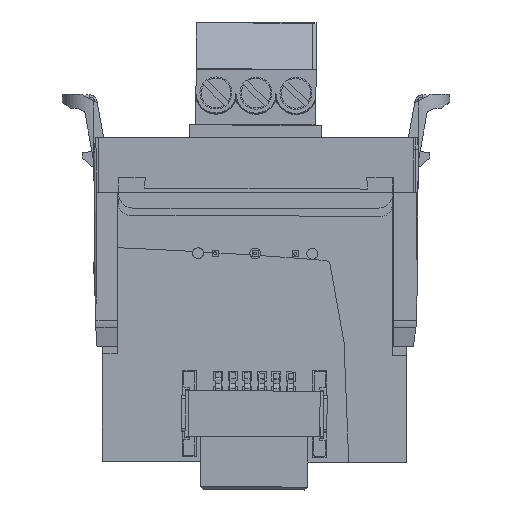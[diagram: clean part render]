
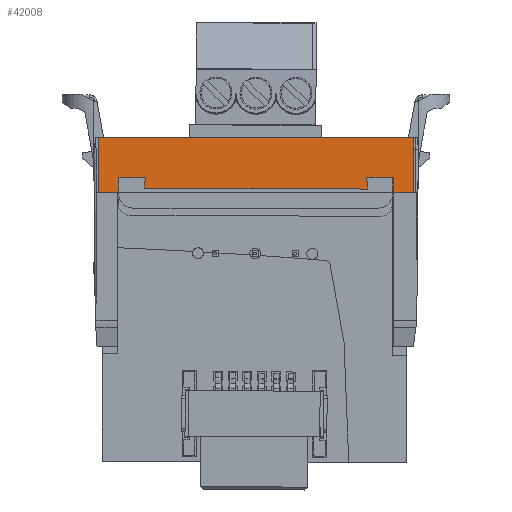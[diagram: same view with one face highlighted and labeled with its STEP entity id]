
A CAD part, left-side view. The second image highlights one B-rep face of the part: STEP entity #42008.
In plain terms, the highlighted planar face has unit normal (-1, 0, 0).
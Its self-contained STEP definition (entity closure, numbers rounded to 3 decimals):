
#2387 = VERTEX_POINT ( 'NONE', #89050 ) ;
#2610 = LINE ( 'NONE', #21725, #65302 ) ;
#3068 = CARTESIAN_POINT ( 'NONE',  ( 89.683, 33.386, 82.8 ) ) ;
#3074 = CARTESIAN_POINT ( 'NONE',  ( 89.683, -0.001, 82.8 ) ) ;
#3642 = VERTEX_POINT ( 'NONE', #30558 ) ;
#4400 = VECTOR ( 'NONE', #56015, 1000. ) ;
#6405 = LINE ( 'NONE', #73367, #49860 ) ;
#7535 = LINE ( 'NONE', #98983, #89292 ) ;
#7693 = LINE ( 'NONE', #35419, #89459 ) ;
#8659 = CARTESIAN_POINT ( 'NONE',  ( 89.683, -0.001, 78.015 ) ) ;
#8706 = EDGE_CURVE ( 'NONE', #79212, #49504, #7535, .T. ) ;
#8775 = ORIENTED_EDGE ( 'NONE', *, *, #78318, .F. ) ;
#9813 = CARTESIAN_POINT ( 'NONE',  ( 89.683, -0.001, 79.3 ) ) ;
#9967 = EDGE_CURVE ( 'NONE', #101000, #15150, #31817, .T. ) ;
#10122 = VECTOR ( 'NONE', #53502, 1000. ) ;
#11256 = DIRECTION ( 'NONE',  ( 0., 0., -1. ) ) ;
#13662 = CARTESIAN_POINT ( 'NONE',  ( 89.683, -0.001, 78.015 ) ) ;
#15150 = VERTEX_POINT ( 'NONE', #85358 ) ;
#15297 = EDGE_CURVE ( 'NONE', #75043, #103093, #2610, .T. ) ;
#18021 = DIRECTION ( 'NONE',  ( 0., 1., 0. ) ) ;
#19143 = PLANE ( 'NONE',  #27477 ) ;
#19635 = VECTOR ( 'NONE', #60091, 1000. ) ;
#21228 = VERTEX_POINT ( 'NONE', #97228 ) ;
#21725 = CARTESIAN_POINT ( 'NONE',  ( 89.683, 28.93, 84.823 ) ) ;
#24303 = DIRECTION ( 'NONE',  ( 0., -1., 0. ) ) ;
#27443 = LINE ( 'NONE', #88114, #68457 ) ;
#27447 = CARTESIAN_POINT ( 'NONE',  ( 89.683, 7.593, 78.015 ) ) ;
#27477 = AXIS2_PLACEMENT_3D ( 'NONE', #3074, #60256, #11256 ) ;
#27819 = ORIENTED_EDGE ( 'NONE', *, *, #9967, .T. ) ;
#28834 = ORIENTED_EDGE ( 'NONE', *, *, #102519, .T. ) ;
#28923 = EDGE_CURVE ( 'NONE', #77548, #50898, #27443, .T. ) ;
#29941 = DIRECTION ( 'NONE',  ( 0., 0.07, -0.998 ) ) ;
#30051 = DIRECTION ( 'NONE',  ( 0., -1., 0. ) ) ;
#30558 = CARTESIAN_POINT ( 'NONE',  ( 89.683, 9.869, 78.31 ) ) ;
#31817 = LINE ( 'NONE', #102384, #10122 ) ;
#35419 = CARTESIAN_POINT ( 'NONE',  ( 89.683, 0.019, 78.267 ) ) ;
#39877 = ORIENTED_EDGE ( 'NONE', *, *, #8706, .F. ) ;
#42008 = ADVANCED_FACE ( 'NONE', ( #68577 ), #19143, .F. ) ;
#42765 = VECTOR ( 'NONE', #49035, 1000. ) ;
#47774 = CARTESIAN_POINT ( 'NONE',  ( 89.683, -0.001, 79.311 ) ) ;
#49035 = DIRECTION ( 'NONE',  ( 0., -1., 0. ) ) ;
#49504 = VERTEX_POINT ( 'NONE', #96931 ) ;
#49765 = EDGE_CURVE ( 'NONE', #3642, #103093, #7693, .T. ) ;
#49860 = VECTOR ( 'NONE', #24303, 1000. ) ;
#50138 = DIRECTION ( 'NONE',  ( 0., 0., 1. ) ) ;
#50364 = VECTOR ( 'NONE', #18021, 1000. ) ;
#50814 = CARTESIAN_POINT ( 'NONE',  ( 89.683, 31.652, 82.8 ) ) ;
#50898 = VERTEX_POINT ( 'NONE', #3068 ) ;
#52935 = LINE ( 'NONE', #9813, #50364 ) ;
#53502 = DIRECTION ( 'NONE',  ( 0., 0., 1. ) ) ;
#55292 = LINE ( 'NONE', #50814, #96152 ) ;
#55771 = EDGE_CURVE ( 'NONE', #2387, #21228, #55292, .T. ) ;
#56015 = DIRECTION ( 'NONE',  ( 0., -1., 0. ) ) ;
#57346 = EDGE_CURVE ( 'NONE', #21228, #75043, #69621, .T. ) ;
#57532 = ORIENTED_EDGE ( 'NONE', *, *, #91183, .T. ) ;
#59020 = DIRECTION ( 'NONE',  ( 0., 0., 1. ) ) ;
#60091 = DIRECTION ( 'NONE',  ( 0., -0.07, -0.998 ) ) ;
#60256 = DIRECTION ( 'NONE',  ( 1., 0., 0. ) ) ;
#60411 = VECTOR ( 'NONE', #30051, 1000. ) ;
#60769 = CARTESIAN_POINT ( 'NONE',  ( 89.683, 9.938, 79.3 ) ) ;
#63154 = LINE ( 'NONE', #76523, #19635 ) ;
#63205 = EDGE_CURVE ( 'NONE', #49504, #98276, #52935, .T. ) ;
#63446 = ORIENTED_EDGE ( 'NONE', *, *, #55771, .T. ) ;
#65302 = VECTOR ( 'NONE', #29941, 1000. ) ;
#68457 = VECTOR ( 'NONE', #72128, 1000. ) ;
#68577 = FACE_OUTER_BOUND ( 'NONE', #93492, .T. ) ;
#68584 = ORIENTED_EDGE ( 'NONE', *, *, #63205, .F. ) ;
#69621 = LINE ( 'NONE', #47774, #4400 ) ;
#72128 = DIRECTION ( 'NONE',  ( 0., 0., 1. ) ) ;
#73052 = ORIENTED_EDGE ( 'NONE', *, *, #95880, .F. ) ;
#73367 = CARTESIAN_POINT ( 'NONE',  ( 89.683, -0.001, 82.8 ) ) ;
#75043 = VERTEX_POINT ( 'NONE', #85680 ) ;
#76523 = CARTESIAN_POINT ( 'NONE',  ( 89.683, 10.133, 82.091 ) ) ;
#77548 = VERTEX_POINT ( 'NONE', #94469 ) ;
#78318 = EDGE_CURVE ( 'NONE', #50898, #15150, #6405, .T. ) ;
#79212 = VERTEX_POINT ( 'NONE', #27447 ) ;
#84701 = LINE ( 'NONE', #13662, #60411 ) ;
#85358 = CARTESIAN_POINT ( 'NONE',  ( 89.683, 5.843, 82.8 ) ) ;
#85680 = CARTESIAN_POINT ( 'NONE',  ( 89.683, 29.315, 79.311 ) ) ;
#88114 = CARTESIAN_POINT ( 'NONE',  ( 89.683, 33.386, 64.495 ) ) ;
#89050 = CARTESIAN_POINT ( 'NONE',  ( 89.683, 31.652, 78.015 ) ) ;
#89292 = VECTOR ( 'NONE', #50138, 1000. ) ;
#89459 = VECTOR ( 'NONE', #100828, 1000. ) ;
#89475 = ORIENTED_EDGE ( 'NONE', *, *, #28923, .F. ) ;
#91183 = EDGE_CURVE ( 'NONE', #79212, #101000, #105385, .T. ) ;
#93492 = EDGE_LOOP ( 'NONE', ( #89475, #28834, #63446, #100866, #95800, #99173, #73052, #68584, #39877, #57532, #27819, #8775 ) ) ;
#94250 = CARTESIAN_POINT ( 'NONE',  ( 89.683, 29.379, 78.396 ) ) ;
#94469 = CARTESIAN_POINT ( 'NONE',  ( 89.683, 33.386, 78.015 ) ) ;
#95800 = ORIENTED_EDGE ( 'NONE', *, *, #15297, .T. ) ;
#95880 = EDGE_CURVE ( 'NONE', #98276, #3642, #63154, .T. ) ;
#96152 = VECTOR ( 'NONE', #59020, 1000. ) ;
#96931 = CARTESIAN_POINT ( 'NONE',  ( 89.683, 7.593, 79.3 ) ) ;
#97228 = CARTESIAN_POINT ( 'NONE',  ( 89.683, 31.652, 79.311 ) ) ;
#97681 = CARTESIAN_POINT ( 'NONE',  ( 89.683, 5.843, 78.015 ) ) ;
#98276 = VERTEX_POINT ( 'NONE', #60769 ) ;
#98983 = CARTESIAN_POINT ( 'NONE',  ( 89.683, 7.593, 82.8 ) ) ;
#99173 = ORIENTED_EDGE ( 'NONE', *, *, #49765, .F. ) ;
#100828 = DIRECTION ( 'NONE',  ( 0., 1., 0.004 ) ) ;
#100866 = ORIENTED_EDGE ( 'NONE', *, *, #57346, .T. ) ;
#101000 = VERTEX_POINT ( 'NONE', #97681 ) ;
#102384 = CARTESIAN_POINT ( 'NONE',  ( 89.683, 5.843, 64.495 ) ) ;
#102519 = EDGE_CURVE ( 'NONE', #77548, #2387, #84701, .T. ) ;
#103093 = VERTEX_POINT ( 'NONE', #94250 ) ;
#105385 = LINE ( 'NONE', #8659, #42765 ) ;
